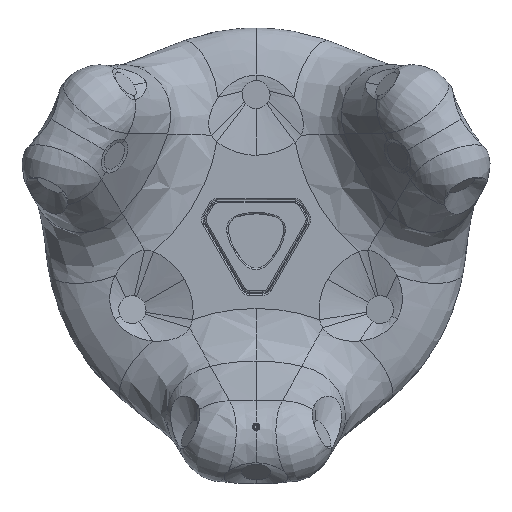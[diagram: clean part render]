
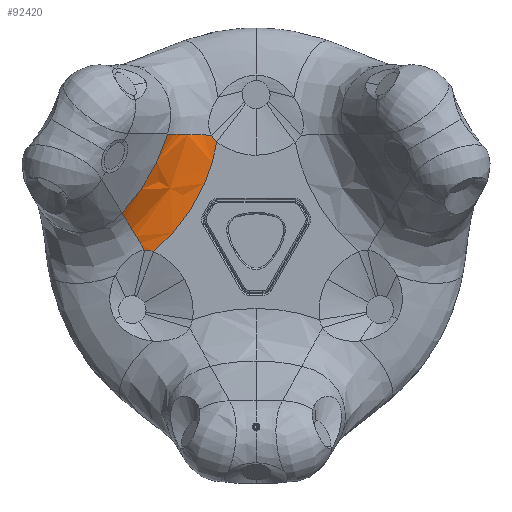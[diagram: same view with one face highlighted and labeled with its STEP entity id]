
A CAD part, top view. The second image highlights one B-rep face of the part: STEP entity #92420.
In plain terms, the highlighted free-form (B-spline) face has degree [3, 3] with [5, 7] control points.
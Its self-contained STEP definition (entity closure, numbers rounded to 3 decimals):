
#81610=CARTESIAN_POINT('',(-20.675,36.978,71.9
));
#81620=VERTEX_POINT('',#81610);
#81650=CARTESIAN_POINT('',(-20.675,36.978,71.9
));
#81660=CARTESIAN_POINT('',(-19.434,37.997,71.9
));
#81670=CARTESIAN_POINT('',(-17.015,40.295,71.9
));
#81680=CARTESIAN_POINT('',(-13.663,44.556,71.9
));
#81690=CARTESIAN_POINT('',(-10.902,49.366,71.9
));
#81700=CARTESIAN_POINT('',(-8.921,54.38,71.9)
);
#81710=CARTESIAN_POINT('',(-8.159,57.602,71.9
));
#81720=CARTESIAN_POINT('',(-7.906,59.174,71.9
));
#81730=B_SPLINE_CURVE_WITH_KNOTS('',3,(#81650,#81660,#81670,#81680,
#81690,#81700,#81710,#81720),.UNSPECIFIED.,.F.,.F.,(4,1,1,1,1,4),(0.,0.2
,0.4,0.6,0.8,1.),.UNSPECIFIED.);
#81740=CARTESIAN_POINT('',(-7.906,59.174,71.9
));
#81750=VERTEX_POINT('',#81740);
#81760=EDGE_CURVE('',#81620,#81750,#81730,.T.);
#88540=CARTESIAN_POINT('',(-22.519,37.265,71.976
));
#88550=VERTEX_POINT('',#88540);
#91350=CARTESIAN_POINT('',(-27.078,44.756,77.203
));
#91360=VERTEX_POINT('',#91350);
#91390=CARTESIAN_POINT('',(-22.519,37.265,
71.976));
#91400=CARTESIAN_POINT('',(-22.942,37.979,
72.068));
#91410=CARTESIAN_POINT('',(-23.787,39.395,
72.423));
#91420=CARTESIAN_POINT('',(-25.021,41.436,
73.477));
#91430=CARTESIAN_POINT('',(-26.159,43.288,
75.061));
#91440=CARTESIAN_POINT('',(-26.801,44.317,
76.453));
#91450=CARTESIAN_POINT('',(-27.078,44.756,
77.203));
#91460=B_SPLINE_CURVE_WITH_KNOTS('',3,(#91390,#91400,#91410,#91420,
#91430,#91440,#91450),.UNSPECIFIED.,.F.,.F.,(4,1,1,1,4),(0.,
0.238,0.478,0.74,1.),.UNSPECIFIED.)
;
#91470=EDGE_CURVE('',#88550,#91360,#91460,.T.);
#91600=CARTESIAN_POINT('',(-21.981,35.786,71.901)
);
#91610=CARTESIAN_POINT('',(-18.092,38.624,71.901
));
#91620=CARTESIAN_POINT('',(-11.387,46.342,71.901
));
#91630=CARTESIAN_POINT('',(-8.058,56.009,71.901
));
#91640=CARTESIAN_POINT('',(-7.545,60.797,71.901
));
#91650=CARTESIAN_POINT('',(-22.501,36.691,71.888
));
#91660=CARTESIAN_POINT('',(-18.753,39.425,71.89)
);
#91670=CARTESIAN_POINT('',(-12.279,46.865,71.892
));
#91680=CARTESIAN_POINT('',(-9.06,56.185,71.891)
);
#91690=CARTESIAN_POINT('',(-8.559,60.794,71.889
));
#91700=CARTESIAN_POINT('',(-23.502,38.42,72.122)
);
#91710=CARTESIAN_POINT('',(-20.058,40.998,72.092
));
#91720=CARTESIAN_POINT('',(-14.093,47.919,72.062
));
#91730=CARTESIAN_POINT('',(-11.056,56.531,72.085
));
#91740=CARTESIAN_POINT('',(-10.533,60.796,72.11
));
#91750=CARTESIAN_POINT('',(-24.905,40.807,73.151
));
#91760=CARTESIAN_POINT('',(-21.95,43.248,73.087
));
#91770=CARTESIAN_POINT('',(-16.8,49.476,73.024
));
#91780=CARTESIAN_POINT('',(-13.968,57.042,73.075
));
#91790=CARTESIAN_POINT('',(-13.329,60.818,73.136
));
#91800=CARTESIAN_POINT('',(-26.185,42.951,74.824)
);
#91810=CARTESIAN_POINT('',(-23.699,45.284,74.774)
);
#91820=CARTESIAN_POINT('',(-19.308,50.913,74.728
));
#91830=CARTESIAN_POINT('',(-16.637,57.533,74.778
));
#91840=CARTESIAN_POINT('',(-15.868,60.857,74.837
));
#91850=CARTESIAN_POINT('',(-26.923,44.161,76.4
));
#91860=CARTESIAN_POINT('',(-24.695,46.421,76.374
));
#91870=CARTESIAN_POINT('',(-20.707,51.721,76.35)
);
#91880=CARTESIAN_POINT('',(-18.116,57.828,76.382
));
#91890=CARTESIAN_POINT('',(-17.278,60.891,76.421));
#91900=CARTESIAN_POINT('',(-27.25,44.691,77.325
));
#91910=CARTESIAN_POINT('',(-25.131,46.916,77.301)
);
#91920=CARTESIAN_POINT('',(-21.311,52.074,77.275
));
#91930=CARTESIAN_POINT('',(-18.751,57.96,77.294
));
#91940=CARTESIAN_POINT('',(-17.885,60.908,77.322
));
#91950=B_SPLINE_SURFACE_WITH_KNOTS('',3,3,((#91600,#91650,#91700,#91750,
#91800,#91850,#91900),(#91610,#91660,#91710,#91760,#91810,#91860,#91910)
,(#91620,#91670,#91720,#91770,#91820,#91870,#91920),(#91630,#91680,
#91730,#91780,#91830,#91880,#91930),(#91640,#91690,#91740,#91790,#91840,
#91890,#91940)),.UNSPECIFIED.,.F.,.F.,.F.,(4,1,4),(4,1,1,1,4),(0.,
0.5,1.),(0.,0.256,0.501,
0.745,1.),.UNSPECIFIED.);
#91960=CARTESIAN_POINT('',(-22.519,37.265,71.976
));
#91970=CARTESIAN_POINT('',(-22.207,37.285,71.956)
);
#91980=CARTESIAN_POINT('',(-21.573,37.25,71.917
));
#91990=CARTESIAN_POINT('',(-20.967,37.084,71.9
));
#92000=CARTESIAN_POINT('',(-20.675,36.978,71.9
));
#92010=B_SPLINE_CURVE_WITH_KNOTS('',3,(#91960,#91970,#91980,#91990,
#92000),.UNSPECIFIED.,.F.,.F.,(4,1,4),(0.,0.5,1.),.UNSPECIFIED.);
#92020=EDGE_CURVE('',#88550,#81620,#92010,.T.);
#92030=ORIENTED_EDGE('',*,*,#92020,.T.);
#92040=ORIENTED_EDGE('',*,*,#91470,.F.);
#92050=CARTESIAN_POINT('',(-27.078,44.756,77.203
));
#92060=CARTESIAN_POINT('',(-24.996,46.954,77.179
));
#92070=CARTESIAN_POINT('',(-21.244,52.035,77.154
));
#92080=CARTESIAN_POINT('',(-18.718,57.824,77.174
));
#92090=CARTESIAN_POINT('',(-17.857,60.727,77.203
));
#92100=B_SPLINE_CURVE_WITH_KNOTS('',3,(#92050,#92060,#92070,#92080,
#92090),.UNSPECIFIED.,.F.,.F.,(4,1,4),(0.,0.5,1.),.UNSPECIFIED.);
#92110=CARTESIAN_POINT('',(-17.857,60.727,77.203
));
#92120=VERTEX_POINT('',#92110);
#92130=EDGE_CURVE('',#91360,#92120,#92100,.T.);
#92140=ORIENTED_EDGE('',*,*,#92130,.F.);
#92150=CARTESIAN_POINT('',(-9.016,60.522,71.968))
;
#92160=CARTESIAN_POINT('',(-9.061,60.523,71.972
));
#92170=CARTESIAN_POINT('',(-9.579,60.532,72.029
));
#92180=CARTESIAN_POINT('',(-11.021,60.546,72.283)
);
#92190=CARTESIAN_POINT('',(-12.808,60.581,72.922
));
#92200=CARTESIAN_POINT('',(-14.502,60.62,73.89
));
#92210=CARTESIAN_POINT('',(-15.713,60.654,74.792)
);
#92220=CARTESIAN_POINT('',(-16.848,60.69,75.88))
;
#92230=CARTESIAN_POINT('',(-17.536,60.715,76.739)
);
#92240=CARTESIAN_POINT('',(-17.857,60.727,77.203
));
#92250=B_SPLINE_CURVE_WITH_KNOTS('',3,(#92150,#92160,#92170,#92180,
#92190,#92200,#92210,#92220,#92230,#92240),.UNSPECIFIED.,.F.,.F.,(4,1,1,
1,1,1,1,4),(0.,0.014,0.154,0.436,
0.577,0.718,0.859,1.),.UNSPECIFIED.);
#92260=CARTESIAN_POINT('',(-9.016,60.522,71.968))
;
#92270=VERTEX_POINT('',#92260);
#92280=EDGE_CURVE('',#92270,#92120,#92250,.T.);
#92290=ORIENTED_EDGE('',*,*,#92280,.T.);
#92300=CARTESIAN_POINT('',(-9.016,60.522,71.968))
;
#92310=CARTESIAN_POINT('',(-8.931,60.369,71.957))
;
#92320=CARTESIAN_POINT('',(-8.737,60.066,71.935
));
#92330=CARTESIAN_POINT('',(-8.367,59.616,71.908
));
#92340=CARTESIAN_POINT('',(-8.069,59.317,71.9
));
#92350=CARTESIAN_POINT('',(-7.906,59.174,71.9
));
#92360=B_SPLINE_CURVE_WITH_KNOTS('',3,(#92300,#92310,#92320,#92330,
#92340,#92350),.UNSPECIFIED.,.F.,.F.,(4,1,1,4),(0.,0.333,
0.667,1.),.UNSPECIFIED.);
#92370=EDGE_CURVE('',#92270,#81750,#92360,.T.);
#92380=ORIENTED_EDGE('',*,*,#92370,.F.);
#92390=ORIENTED_EDGE('',*,*,#81760,.T.);
#92400=EDGE_LOOP('',(#92390,#92380,#92290,#92140,#92040,#92030));
#92410=FACE_OUTER_BOUND('',#92400,.T.);
#92420=ADVANCED_FACE('',(#92410),#91950,.T.);
